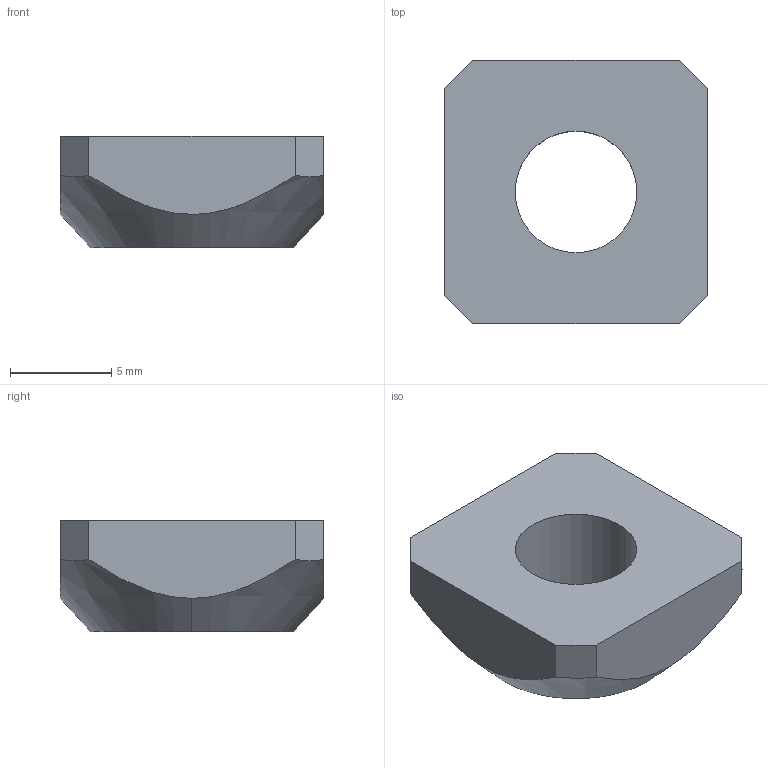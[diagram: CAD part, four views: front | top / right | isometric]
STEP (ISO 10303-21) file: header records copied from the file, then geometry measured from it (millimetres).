
FILE_DESCRIPTION (( 'STEP AP203' ), '1' );
FILE_NAME ('dado-M6-3D.STEP', '2018-11-12T12:22:18', ( '' ), ( '' ), 'SwSTEP 2.0', 'SolidWorks 2018', '' );
FILE_SCHEMA (( 'CONFIG_CONTROL_DESIGN' ));
Length unit declared in the file: millimetre
Products named in the file (1): dado-M6-3D
Bounding box: 13 x 13 x 5.5 mm (x, y, z)
Volume: 628.8 mm3; surface area: 564.3 mm2
Topology: 1 solids, 1 shells, 14 faces, 36 edges, 24 vertices
Faces by surface type: plane 10, cylinder 2, cone 2
Entity records: 569 total; most frequent: CARTESIAN_POINT 157, ORIENTED_EDGE 72, DIRECTION 62, EDGE_CURVE 36, VERTEX_POINT 24, AXIS2_PLACEMENT_3D 21, LINE 20, VECTOR 20
